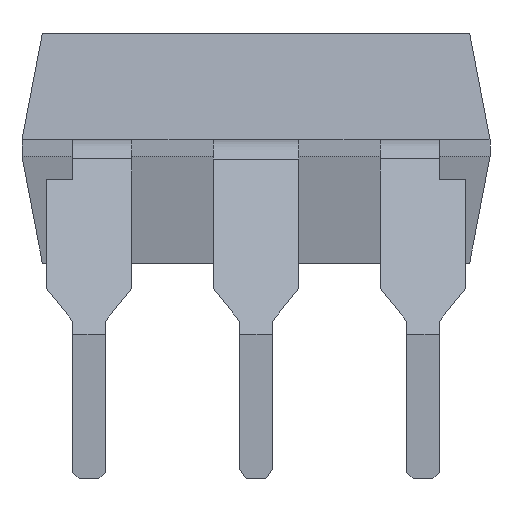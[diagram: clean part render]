
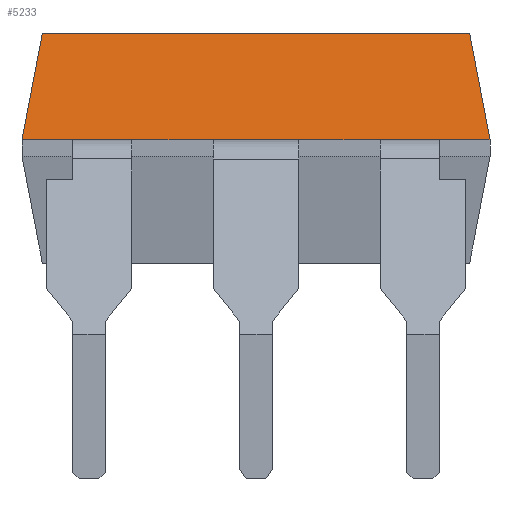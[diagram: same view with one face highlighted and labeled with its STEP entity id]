
A CAD part, front view. The second image highlights one B-rep face of the part: STEP entity #5233.
In plain terms, the highlighted planar face has unit normal (0, -0.983, 0.181).
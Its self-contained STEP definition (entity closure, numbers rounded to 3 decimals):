
#1045=ORIENTED_EDGE('',*,*,#1456,.T.);
#1046=ORIENTED_EDGE('',*,*,#1457,.T.);
#1047=ORIENTED_EDGE('',*,*,#1616,.T.);
#1048=ORIENTED_EDGE('',*,*,#1467,.T.);
#1049=ORIENTED_EDGE('',*,*,#1463,.T.);
#1050=ORIENTED_EDGE('',*,*,#1472,.F.);
#1051=ORIENTED_EDGE('',*,*,#1622,.T.);
#1052=ORIENTED_EDGE('',*,*,#1491,.T.);
#1053=ORIENTED_EDGE('',*,*,#1488,.T.);
#1054=ORIENTED_EDGE('',*,*,#1477,.T.);
#1055=ORIENTED_EDGE('',*,*,#1621,.T.);
#1056=ORIENTED_EDGE('',*,*,#1504,.T.);
#1057=ORIENTED_EDGE('',*,*,#1519,.F.);
#1058=ORIENTED_EDGE('',*,*,#1500,.T.);
#1059=ORIENTED_EDGE('',*,*,#1617,.T.);
#1060=ORIENTED_EDGE('',*,*,#1449,.T.);
#1449=EDGE_CURVE('',#2038,#2037,#2429,.T.);
#1456=EDGE_CURVE('',#2037,#2042,#2436,.T.);
#1457=EDGE_CURVE('',#2042,#2043,#2437,.T.);
#1463=EDGE_CURVE('',#2048,#2047,#2443,.T.);
#1467=EDGE_CURVE('',#2051,#2048,#2447,.T.);
#1472=EDGE_CURVE('',#2055,#2047,#2452,.T.);
#1477=EDGE_CURVE('',#2057,#2058,#2457,.T.);
#1488=EDGE_CURVE('',#2065,#2057,#2468,.T.);
#1491=EDGE_CURVE('',#2068,#2065,#2471,.T.);
#1500=EDGE_CURVE('',#2073,#2076,#2480,.T.);
#1504=EDGE_CURVE('',#2077,#2080,#2484,.T.);
#1519=EDGE_CURVE('',#2073,#2080,#2499,.T.);
#1616=EDGE_CURVE('',#2043,#2051,#2525,.T.);
#1617=EDGE_CURVE('',#2076,#2038,#2526,.T.);
#1621=EDGE_CURVE('',#2058,#2077,#2530,.T.);
#1622=EDGE_CURVE('',#2055,#2068,#2531,.T.);
#2037=VERTEX_POINT('',#6372);
#2038=VERTEX_POINT('',#6374);
#2042=VERTEX_POINT('',#6386);
#2043=VERTEX_POINT('',#6390);
#2047=VERTEX_POINT('',#6400);
#2048=VERTEX_POINT('',#6402);
#2051=VERTEX_POINT('',#6410);
#2055=VERTEX_POINT('',#6419);
#2057=VERTEX_POINT('',#6429);
#2058=VERTEX_POINT('',#6430);
#2065=VERTEX_POINT('',#6448);
#2068=VERTEX_POINT('',#6457);
#2073=VERTEX_POINT('',#6470);
#2076=VERTEX_POINT('',#6475);
#2077=VERTEX_POINT('',#6479);
#2080=VERTEX_POINT('',#6484);
#2429=LINE('',#6373,#2831);
#2436=LINE('',#6387,#2838);
#2437=LINE('',#6389,#2839);
#2443=LINE('',#6401,#2845);
#2447=LINE('',#6409,#2849);
#2452=LINE('',#6420,#2854);
#2457=LINE('',#6428,#2859);
#2468=LINE('',#6451,#2870);
#2471=LINE('',#6456,#2873);
#2480=LINE('',#6476,#2882);
#2484=LINE('',#6485,#2886);
#2499=LINE('',#6508,#2901);
#2525=LINE('',#7368,#2927);
#2526=LINE('',#7369,#2928);
#2530=LINE('',#7373,#2932);
#2531=LINE('',#7374,#2933);
#2831=VECTOR('',#5538,1000.);
#2838=VECTOR('',#5549,1000.);
#2839=VECTOR('',#5552,1000.);
#2845=VECTOR('',#5560,1000.);
#2849=VECTOR('',#5566,1000.);
#2854=VECTOR('',#5573,1000.);
#2859=VECTOR('',#5582,1000.);
#2870=VECTOR('',#5597,1000.);
#2873=VECTOR('',#5602,1000.);
#2882=VECTOR('',#5615,1000.);
#2886=VECTOR('',#5621,1000.);
#2901=VECTOR('',#5644,1000.);
#2927=VECTOR('',#5674,1000.);
#2928=VECTOR('',#5675,1000.);
#2932=VECTOR('',#5679,1000.);
#2933=VECTOR('',#5680,1000.);
#3417=EDGE_LOOP('',(#1045,#1046,#1047,#1048,#1049,#1050,#1051,#1052,#1053,
#1054,#1055,#1056,#1057,#1058,#1059,#1060));
#3673=FACE_BOUND('',#3417,.T.);
#3864=PLANE('',#5442);
#5233=ADVANCED_FACE('',(#3673),#3864,.F.);
#5442=AXIS2_PLACEMENT_3D('',#9393,#6022,#6023);
#5538=DIRECTION('',(0.,0.182,0.983));
#5549=DIRECTION('',(1.,0.,0.));
#5552=DIRECTION('',(0.,-0.182,-0.983));
#5560=DIRECTION('',(1.,0.,0.));
#5566=DIRECTION('',(0.,0.182,0.983));
#5573=DIRECTION('',(0.,0.182,0.983));
#5582=DIRECTION('',(0.,-0.182,-0.983));
#5597=DIRECTION('',(1.,0.,0.));
#5602=DIRECTION('',(0.,0.182,0.983));
#5615=DIRECTION('',(-0.184,-0.178,-0.967));
#5621=DIRECTION('',(-0.184,0.178,0.967));
#5644=DIRECTION('',(1.,0.,0.));
#5674=DIRECTION('',(1.,0.,0.));
#5675=DIRECTION('',(1.,0.,0.));
#5679=DIRECTION('',(1.,0.,0.));
#5680=DIRECTION('',(1.,0.,0.));
#6022=DIRECTION('',(0.,0.983,-0.182));
#6023=DIRECTION('',(0.,0.182,0.983));
#6372=CARTESIAN_POINT('',(-2.79,-3.25,0.127));
#6373=CARTESIAN_POINT('',(-2.79,-3.25,0.125));
#6374=CARTESIAN_POINT('',(-2.79,-3.25,0.125));
#6386=CARTESIAN_POINT('',(-1.89,-3.25,0.127));
#6387=CARTESIAN_POINT('',(-3.56,-3.25,0.127));
#6389=CARTESIAN_POINT('',(-1.89,-3.25,0.125));
#6390=CARTESIAN_POINT('',(-1.89,-3.25,0.125));
#6400=CARTESIAN_POINT('',(0.65,-3.25,0.126));
#6401=CARTESIAN_POINT('',(-3.56,-3.25,0.126));
#6402=CARTESIAN_POINT('',(-0.65,-3.25,0.126));
#6409=CARTESIAN_POINT('',(-0.65,-3.25,0.125));
#6410=CARTESIAN_POINT('',(-0.65,-3.25,0.125));
#6419=CARTESIAN_POINT('',(0.65,-3.25,0.125));
#6420=CARTESIAN_POINT('',(0.65,-3.25,0.125));
#6428=CARTESIAN_POINT('',(2.79,-3.25,0.125));
#6429=CARTESIAN_POINT('',(2.79,-3.25,0.127));
#6430=CARTESIAN_POINT('',(2.79,-3.25,0.125));
#6448=CARTESIAN_POINT('',(1.89,-3.25,0.127));
#6451=CARTESIAN_POINT('',(-3.56,-3.25,0.127));
#6456=CARTESIAN_POINT('',(1.89,-3.25,0.125));
#6457=CARTESIAN_POINT('',(1.89,-3.25,0.125));
#6470=CARTESIAN_POINT('',(-3.25,-2.95,1.75));
#6475=CARTESIAN_POINT('',(-3.56,-3.25,0.125));
#6476=CARTESIAN_POINT('',(-3.56,-3.25,0.125));
#6479=CARTESIAN_POINT('',(3.56,-3.25,0.125));
#6484=CARTESIAN_POINT('',(3.25,-2.95,1.75));
#6485=CARTESIAN_POINT('',(3.26,-2.96,1.698));
#6508=CARTESIAN_POINT('',(-3.56,-2.95,1.75));
#7368=CARTESIAN_POINT('',(-3.56,-3.25,0.125));
#7369=CARTESIAN_POINT('',(-3.56,-3.25,0.125));
#7373=CARTESIAN_POINT('',(-3.56,-3.25,0.125));
#7374=CARTESIAN_POINT('',(-3.56,-3.25,0.125));
#9393=CARTESIAN_POINT('',(-3.56,-3.25,0.125));
